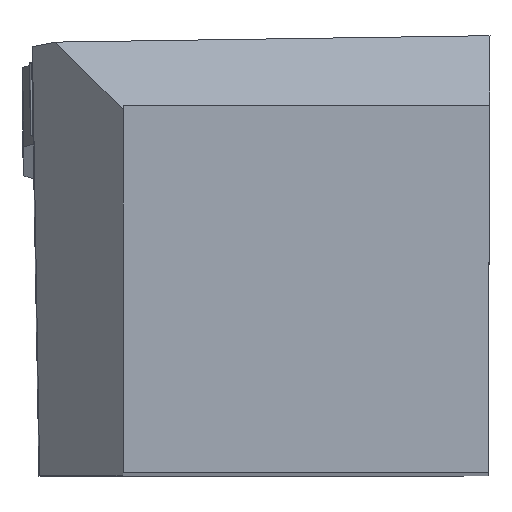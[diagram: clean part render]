
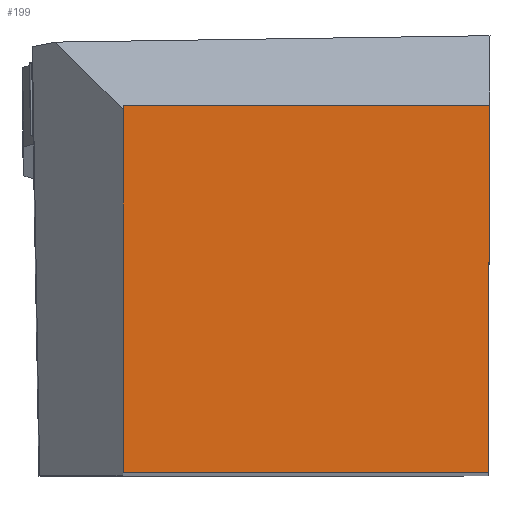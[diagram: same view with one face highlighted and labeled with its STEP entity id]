
A CAD part, top view. The second image highlights one B-rep face of the part: STEP entity #199.
In plain terms, the highlighted planar face has unit normal (0, 0, 1).
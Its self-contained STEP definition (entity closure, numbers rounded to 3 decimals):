
#199=ADVANCED_FACE('BLANK_BOXF006',(#303),#243,.F.);
#243=PLANE('',#1489);
#303=FACE_OUTER_BOUND('',#373,.T.);
#373=EDGE_LOOP('',(#712,#713,#714,#715));
#712=ORIENTED_EDGE('',*,*,#1040,.F.);
#713=ORIENTED_EDGE('',*,*,#1019,.F.);
#714=ORIENTED_EDGE('',*,*,#1041,.F.);
#715=ORIENTED_EDGE('',*,*,#1042,.F.);
#855=VERTEX_POINT('',#2348);
#856=VERTEX_POINT('',#2350);
#871=VERTEX_POINT('',#2391);
#872=VERTEX_POINT('',#2393);
#1019=EDGE_CURVE('',#855,#856,#1156,.T.);
#1040=EDGE_CURVE('',#856,#871,#1177,.T.);
#1041=EDGE_CURVE('',#872,#855,#1178,.T.);
#1042=EDGE_CURVE('',#871,#872,#1179,.T.);
#1156=LINE('',#2349,#1293);
#1177=LINE('',#2390,#1314);
#1178=LINE('',#2392,#1315);
#1179=LINE('',#2394,#1316);
#1293=VECTOR('',#1796,1.);
#1314=VECTOR('',#1827,1.);
#1315=VECTOR('',#1828,1.);
#1316=VECTOR('',#1829,1.);
#1489=AXIS2_PLACEMENT_3D('',#2395,#1830,#1831);
#1796=DIRECTION('',(-1.,0.,0.));
#1827=DIRECTION('',(0.,1.,0.));
#1828=DIRECTION('',(-0.004,-1.,0.));
#1829=DIRECTION('',(1.,0.,0.));
#1830=DIRECTION('',(0.,0.,-1.));
#1831=DIRECTION('',(0.,-1.,0.));
#2348=CARTESIAN_POINT('',(-0.087,0.,0.));
#2349=CARTESIAN_POINT('',(126.35,0.,0.));
#2350=CARTESIAN_POINT('',(-19.875,0.,0.));
#2390=CARTESIAN_POINT('',(-19.875,-126.35,0.));
#2391=CARTESIAN_POINT('',(-19.875,19.875,0.));
#2392=CARTESIAN_POINT('',(0.465,126.349,0.));
#2393=CARTESIAN_POINT('',(0.,19.875,0.));
#2394=CARTESIAN_POINT('',(-126.35,19.875,0.));
#2395=CARTESIAN_POINT('',(-45.225,-5.,0.));
